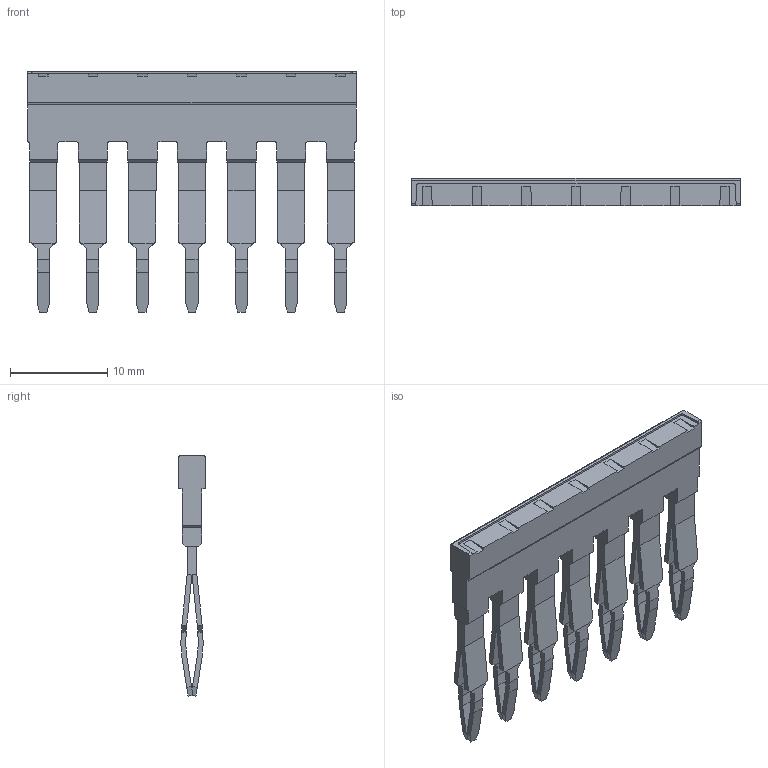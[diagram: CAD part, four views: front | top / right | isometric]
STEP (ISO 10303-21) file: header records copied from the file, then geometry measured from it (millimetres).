
FILE_DESCRIPTION(('CATIA V5 STEP Exchange','CAx-IF Rec.Pracs.--- Model Styling and Organization---1.4--- 2014-01-23'),'2;1');
FILE_NAME ('1373955-1_1', '2023-03-03T11:50:02+00:00', ('none'), ('Weidmueller'), 'CATIA Version 5-6 Release 2016 SP3 HF44', 'CATIA V5 STEP AP214', 'none');
FILE_SCHEMA(('AUTOMOTIVE_DESIGN { 1 0 10303 214 1 1 1 1 }'));
Length unit declared in the file: millimetre
Products named in the file (1): 2831610000
Bounding box: 33.8 x 2.8 x 24.72 mm (x, y, z)
Volume: 684.3 mm3; surface area: 2323.3 mm2
Topology: 8 solids, 8 shells, 417 faces, 1204 edges, 784 vertices
Faces by surface type: plane 366, bspline 28, cylinder 23
Entity records: 12979 total; most frequent: CARTESIAN_POINT 3218, ORIENTED_EDGE 2408, DIRECTION 1403, EDGE_CURVE 1204, VECTOR 983, LINE 983, VERTEX_POINT 784, EDGE_LOOP 424
